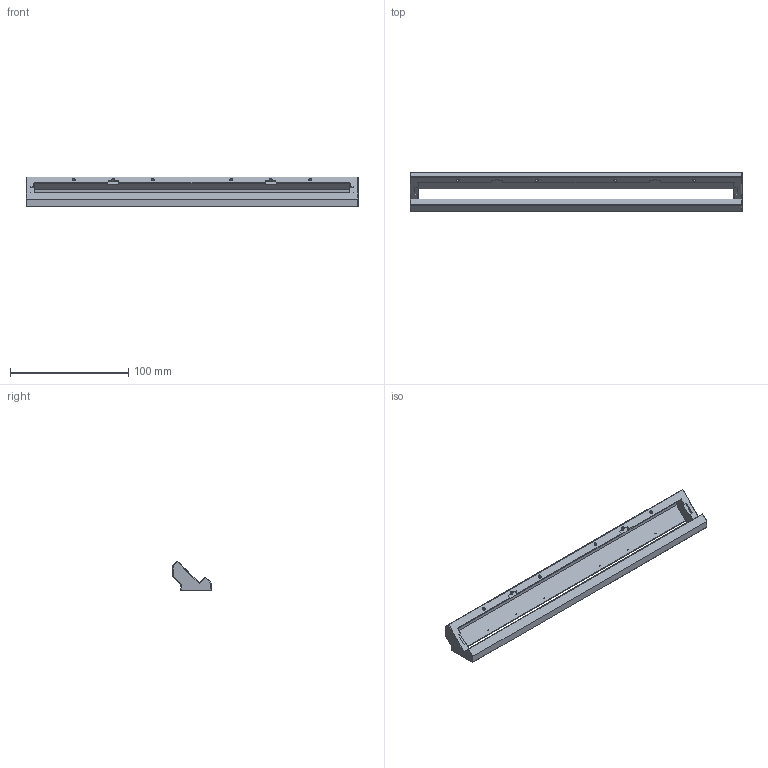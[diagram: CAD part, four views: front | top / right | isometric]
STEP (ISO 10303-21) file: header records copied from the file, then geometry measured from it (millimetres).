
FILE_DESCRIPTION(/* description */ (''),/* implementation_level */ '2;1');
FILE_NAME(/* name */ 'AngleTop.step',/* time_stamp */ '2023-06-02T12:08:47+03:00',/* author */ (''),/* organization */ (''),/* preprocessor_version */ 'ST-DEVELOPER v19.2',/* originating_system */ 'Autodesk Translation Framework v12.4.0.73',/* authorisation */ '');
FILE_SCHEMA (('AUTOMOTIVE_DESIGN { 1 0 10303 214 3 1 1 }'));
Length unit declared in the file: millimetre
Products named in the file (1): AngleTop
Bounding box: 281.1 x 33.15 x 24.87 mm (x, y, z)
Volume: 50142.2 mm3; surface area: 31675 mm2
Topology: 1 solids, 1 shells, 119 faces, 284 edges, 176 vertices
Faces by surface type: plane 91, cylinder 22, bspline 6
Full cylindrical faces by diameter (mm): 2.5 x6, 2.7 x6, 5 x6
Entity records: 3878 total; most frequent: CARTESIAN_POINT 1084, ORIENTED_EDGE 568, DIRECTION 536, EDGE_CURVE 284, LINE 224, VECTOR 224, VERTEX_POINT 176, AXIS2_PLACEMENT_3D 156
